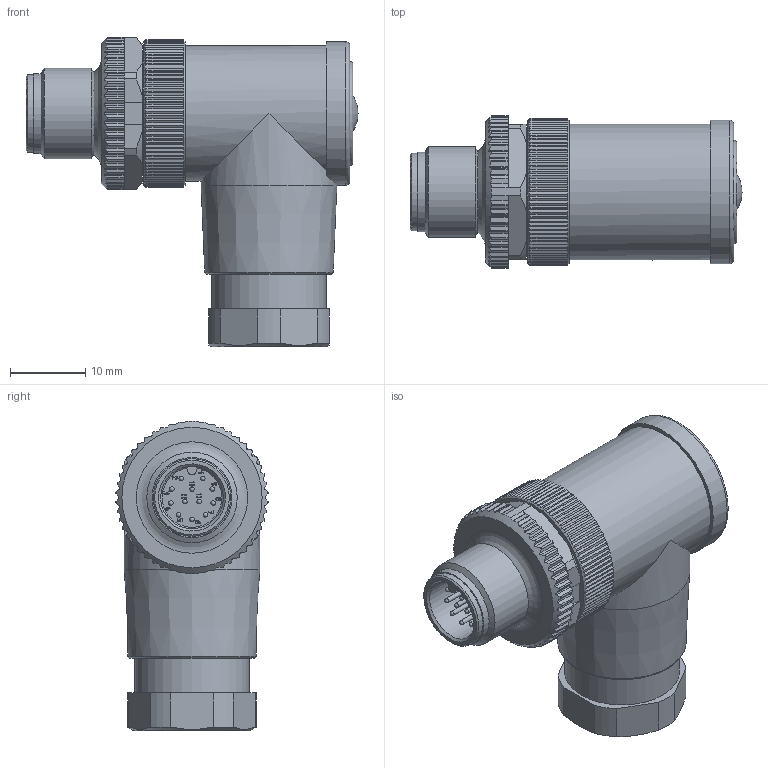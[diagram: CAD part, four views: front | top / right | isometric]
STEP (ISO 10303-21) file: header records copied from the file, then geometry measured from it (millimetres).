
FILE_DESCRIPTION(/* description */ (''),/* implementation_level */ '2;1');
FILE_NAME(/* name */ 'WWASC12L.stp',/* time_stamp */ '2016-12-09T09:42:08+01:00',/* author */ (''),/* organization */ (''),/* preprocessor_version */ 'ST-DEVELOPER v16',/* originating_system */ 'SIEMENS PLM Software NX 10.0',/* authorisation */ '');
FILE_SCHEMA (('AUTOMOTIVE_DESIGN { 1 0 10303 214 3 1 1 1 }'));
Length unit declared in the file: millimetre
Products named in the file (1): cerl1BB0C0E3efyw
Bounding box: 44 x 20.16 x 41 mm (x, y, z)
Volume: 14741.9 mm3; surface area: 4956.1 mm2
Topology: 1 solids, 1 shells, 919 faces, 2649 edges, 1750 vertices
Faces by surface type: plane 448, cylinder 234, extrusion 204, cone 15, sphere 13, torus 4, bspline 1
Full cylindrical faces by diameter (mm): 0.6 x12, 10.3 x1, 10.6 x1, 12 x1, 14.1 x1, 15.2 x1, 18 x2, 19 x2
Entity records: 31998 total; most frequent: CARTESIAN_POINT 9601, ORIENTED_EDGE 5110, DIRECTION 3759, EDGE_CURVE 2555, VERTEX_POINT 1716, VECTOR 1531, LINE 1327, AXIS2_PLACEMENT_3D 1114
